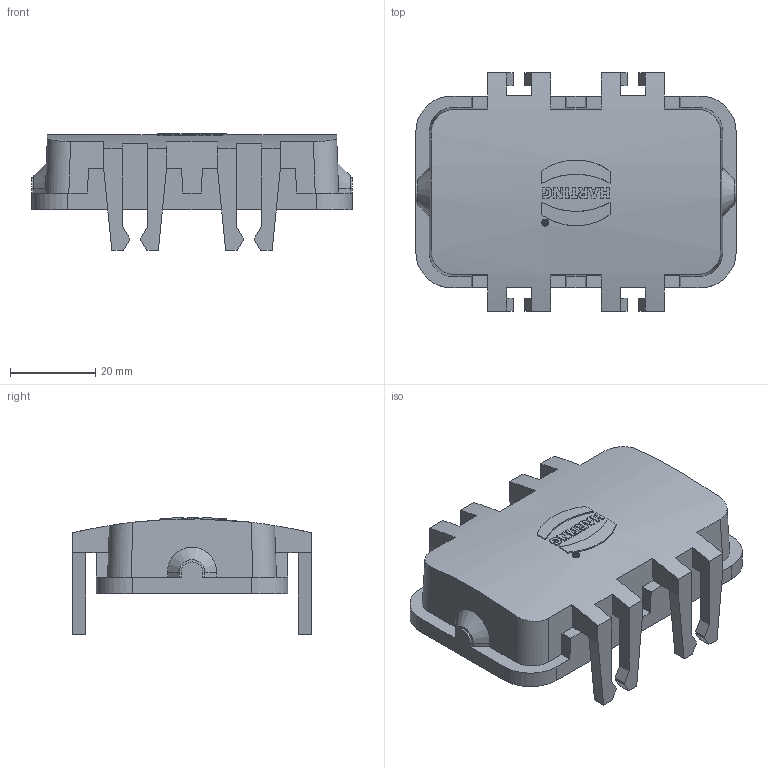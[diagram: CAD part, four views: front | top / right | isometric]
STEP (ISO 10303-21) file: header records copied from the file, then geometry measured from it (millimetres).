
FILE_DESCRIPTION(/* description */ (''),/* implementation_level */ '2;1');
FILE_NAME(/* name */ '100094776ugm000_d.stp',/* time_stamp */ '2020-02-12T10:11:13+01:00',/* author */ (''),/* organization */ (''),/* preprocessor_version */ 'ST-DEVELOPER v16.7',/* originating_system */ 'SIEMENS PLM Software NX 12.0',/* authorisation */ '');
FILE_SCHEMA (('AUTOMOTIVE_DESIGN { 1 0 10303 214 3 1 1 1 }'));
Length unit declared in the file: millimetre
Products named in the file (1): 100094776ugm000_d
Bounding box: 75.2 x 56 x 27.4 mm (x, y, z)
Volume: 16909.6 mm3; surface area: 16160.7 mm2
Topology: 1 solids, 1 shells, 275 faces, 848 edges, 680 vertices
Faces by surface type: plane 218, cylinder 44, cone 10, extrusion 3
Full cylindrical faces by diameter (mm): 1.12 x1, 1.6 x1
Entity records: 10927 total; most frequent: CARTESIAN_POINT 2384, DIRECTION 1523, ORIENTED_EDGE 1520, EDGE_CURVE 760, VECTOR 643, LINE 640, VERTEX_POINT 508, AXIS2_PLACEMENT_3D 440
